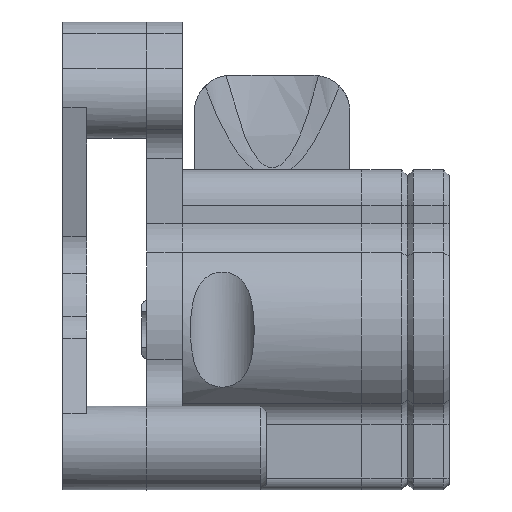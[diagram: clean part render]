
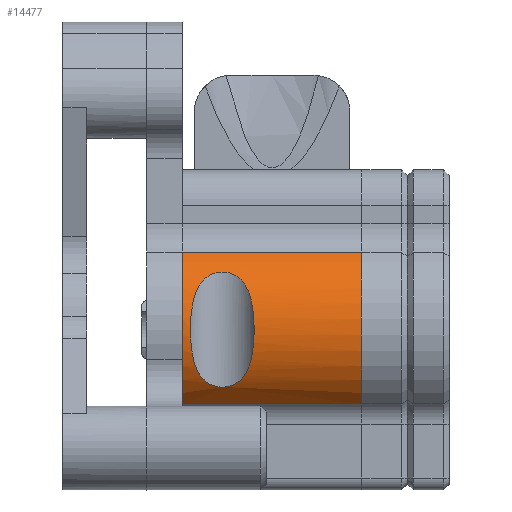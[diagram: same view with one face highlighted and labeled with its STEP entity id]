
A CAD part, left-side view. The second image highlights one B-rep face of the part: STEP entity #14477.
In plain terms, the highlighted cylindrical face has radius 8 mm (diameter 16 mm), a partial arc.
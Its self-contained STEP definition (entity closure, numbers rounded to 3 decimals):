
#13553 = VERTEX_POINT('',#13554);
#13554 = CARTESIAN_POINT('',(-18.58,1.69,
    24.968));
#13561 = EDGE_CURVE('',#13562,#13553,#13564,.T.);
#13562 = VERTEX_POINT('',#13563);
#13563 = CARTESIAN_POINT('',(-18.922,-10.986,
    24.968));
#13564 = CIRCLE('',#13565,8.);
#13565 = AXIS2_PLACEMENT_3D('',#13566,#13567,#13568);
#13566 = CARTESIAN_POINT('',(-13.874,-4.78,24.968));
#13567 = DIRECTION('',(0.,0.,-1.));
#13568 = DIRECTION('',(1.,0.,0.));
#13874 = VERTEX_POINT('',#13875);
#13875 = CARTESIAN_POINT('',(-18.922,-10.986,10.));
#13882 = EDGE_CURVE('',#13883,#13874,#13885,.T.);
#13883 = VERTEX_POINT('',#13884);
#13884 = CARTESIAN_POINT('',(-18.58,1.69,10.));
#13885 = CIRCLE('',#13886,8.);
#13886 = AXIS2_PLACEMENT_3D('',#13887,#13888,#13889);
#13887 = CARTESIAN_POINT('',(-13.874,-4.78,10.));
#13888 = DIRECTION('',(0.,0.,1.));
#13889 = DIRECTION('',(1.,0.,-0.));
#14465 = EDGE_CURVE('',#13883,#13553,#14466,.T.);
#14466 = LINE('',#14467,#14468);
#14467 = CARTESIAN_POINT('',(-18.58,1.69,10.));
#14468 = VECTOR('',#14469,1.);
#14469 = DIRECTION('',(0.,0.,1.));
#14477 = ADVANCED_FACE('',(#14478,#14489),#14546,.T.);
#14478 = FACE_BOUND('',#14479,.T.);
#14479 = EDGE_LOOP('',(#14480,#14486,#14487,#14488));
#14480 = ORIENTED_EDGE('',*,*,#14481,.T.);
#14481 = EDGE_CURVE('',#13874,#13562,#14482,.T.);
#14482 = LINE('',#14483,#14484);
#14483 = CARTESIAN_POINT('',(-18.922,-10.986,10.));
#14484 = VECTOR('',#14485,1.);
#14485 = DIRECTION('',(0.,0.,1.));
#14486 = ORIENTED_EDGE('',*,*,#13561,.T.);
#14487 = ORIENTED_EDGE('',*,*,#14465,.F.);
#14488 = ORIENTED_EDGE('',*,*,#13882,.T.);
#14489 = FACE_BOUND('',#14490,.T.);
#14490 = EDGE_LOOP('',(#14491));
#14491 = ORIENTED_EDGE('',*,*,#14492,.T.);
#14492 = EDGE_CURVE('',#14493,#14493,#14495,.T.);
#14493 = VERTEX_POINT('',#14494);
#14494 = CARTESIAN_POINT('',(-21.874,-4.78,10.665));
#14495 = B_SPLINE_CURVE_WITH_KNOTS('',3,(#14496,#14497,#14498,#14499,
    #14500,#14501,#14502,#14503,#14504,#14505,#14506,#14507,#14508,
    #14509,#14510,#14511,#14512,#14513,#14514,#14515,#14516,#14517,
    #14518,#14519,#14520,#14521,#14522,#14523,#14524,#14525,#14526,
    #14527,#14528,#14529,#14530,#14531,#14532,#14533,#14534,#14535,
    #14536,#14537,#14538,#14539,#14540,#14541,#14542,#14543,#14544,
    #14545),.UNSPECIFIED.,.T.,.F.,(1,3,2,2,2,2,2,2,2,2,2,2,2,2,2,2,2,2,2
    ,2,2,2,2,2,2,3,1),(-2.491,-2.44,-2.389,
    -2.337,-2.235,-2.11,-1.97,
    -1.83,-1.69,-1.55,-1.424,
    -1.322,-1.271,-1.22,-1.169,
    -1.118,-1.015,-0.89,-0.75,
    -0.61,-0.47,-0.33,-0.204,
    -0.102,-0.051,0.,0.051),
  .UNSPECIFIED.);
#14496 = CARTESIAN_POINT('',(-20.27,-9.585,
    13.32));
#14497 = CARTESIAN_POINT('',(-20.27,-9.585,
    13.15));
#14498 = CARTESIAN_POINT('',(-20.285,-9.566,
    12.978));
#14499 = CARTESIAN_POINT('',(-20.343,-9.488,
    12.643));
#14500 = CARTESIAN_POINT('',(-20.385,-9.429,
    12.481));
#14501 = CARTESIAN_POINT('',(-20.544,-9.201,
    12.028));
#14502 = CARTESIAN_POINT('',(-20.691,-8.976,
    11.77));
#14503 = CARTESIAN_POINT('',(-20.999,-8.434,
    11.339));
#14504 = CARTESIAN_POINT('',(-21.2,-8.019,
    11.141));
#14505 = CARTESIAN_POINT('',(-21.503,-7.228,
    10.887));
#14506 = CARTESIAN_POINT('',(-21.645,-6.747,
    10.797));
#14507 = CARTESIAN_POINT('',(-21.83,-5.756,
    10.686));
#14508 = CARTESIAN_POINT('',(-21.874,-5.247,10.665));
#14509 = CARTESIAN_POINT('',(-21.874,-4.313,10.665));
#14510 = CARTESIAN_POINT('',(-21.83,-3.804,
    10.686));
#14511 = CARTESIAN_POINT('',(-21.645,-2.813,
    10.797));
#14512 = CARTESIAN_POINT('',(-21.503,-2.332,
    10.887));
#14513 = CARTESIAN_POINT('',(-21.2,-1.541,
    11.141));
#14514 = CARTESIAN_POINT('',(-20.999,-1.126,
    11.339));
#14515 = CARTESIAN_POINT('',(-20.691,-0.584,
    11.77));
#14516 = CARTESIAN_POINT('',(-20.544,-0.359,
    12.028));
#14517 = CARTESIAN_POINT('',(-20.385,-0.131,
    12.481));
#14518 = CARTESIAN_POINT('',(-20.343,-0.072,
    12.643));
#14519 = CARTESIAN_POINT('',(-20.285,0.006,
    12.978));
#14520 = CARTESIAN_POINT('',(-20.27,0.025,
    13.15));
#14521 = CARTESIAN_POINT('',(-20.27,0.025,
    13.491));
#14522 = CARTESIAN_POINT('',(-20.285,0.006,
    13.663));
#14523 = CARTESIAN_POINT('',(-20.343,-0.072,
    13.998));
#14524 = CARTESIAN_POINT('',(-20.385,-0.131,
    14.16));
#14525 = CARTESIAN_POINT('',(-20.544,-0.359,
    14.613));
#14526 = CARTESIAN_POINT('',(-20.691,-0.584,
    14.871));
#14527 = CARTESIAN_POINT('',(-20.999,-1.126,
    15.302));
#14528 = CARTESIAN_POINT('',(-21.2,-1.541,
    15.5));
#14529 = CARTESIAN_POINT('',(-21.503,-2.332,
    15.754));
#14530 = CARTESIAN_POINT('',(-21.645,-2.813,
    15.844));
#14531 = CARTESIAN_POINT('',(-21.83,-3.804,
    15.955));
#14532 = CARTESIAN_POINT('',(-21.874,-4.313,15.976));
#14533 = CARTESIAN_POINT('',(-21.874,-5.247,15.976));
#14534 = CARTESIAN_POINT('',(-21.83,-5.756,
    15.955));
#14535 = CARTESIAN_POINT('',(-21.645,-6.747,
    15.844));
#14536 = CARTESIAN_POINT('',(-21.503,-7.228,
    15.754));
#14537 = CARTESIAN_POINT('',(-21.2,-8.019,
    15.5));
#14538 = CARTESIAN_POINT('',(-20.999,-8.434,
    15.302));
#14539 = CARTESIAN_POINT('',(-20.691,-8.976,
    14.871));
#14540 = CARTESIAN_POINT('',(-20.544,-9.201,
    14.613));
#14541 = CARTESIAN_POINT('',(-20.385,-9.429,
    14.16));
#14542 = CARTESIAN_POINT('',(-20.343,-9.488,
    13.998));
#14543 = CARTESIAN_POINT('',(-20.285,-9.566,
    13.663));
#14544 = CARTESIAN_POINT('',(-20.27,-9.585,
    13.491));
#14545 = CARTESIAN_POINT('',(-20.27,-9.585,
    13.32));
#14546 = CYLINDRICAL_SURFACE('',#14547,8.);
#14547 = AXIS2_PLACEMENT_3D('',#14548,#14549,#14550);
#14548 = CARTESIAN_POINT('',(-13.874,-4.78,10.));
#14549 = DIRECTION('',(0.,0.,-1.));
#14550 = DIRECTION('',(-1.,0.027,0.));
